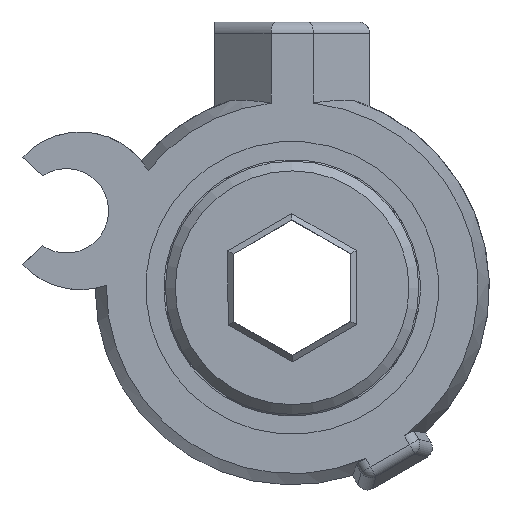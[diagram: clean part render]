
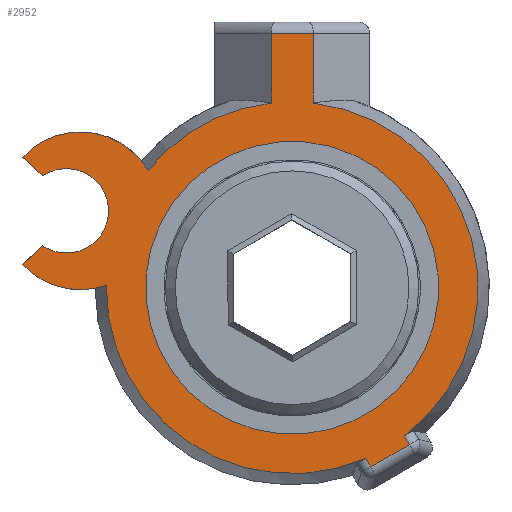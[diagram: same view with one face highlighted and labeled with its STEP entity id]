
A CAD part, front view. The second image highlights one B-rep face of the part: STEP entity #2952.
In plain terms, the highlighted planar face has unit normal (0, -1, 0).
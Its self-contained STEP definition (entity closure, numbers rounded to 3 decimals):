
#41=FACE_BOUND('',#568,.T.);
#260=PLANE('',#3247);
#389=FACE_OUTER_BOUND('',#567,.T.);
#567=EDGE_LOOP('',(#2469,#2470,#2471,#2472,#2473,#2474,#2475,#2476,#2477,
#2478,#2479,#2480,#2481,#2482));
#568=EDGE_LOOP('',(#2483));
#636=CIRCLE('',#3024,2.8);
#639=CIRCLE('',#3028,2.8);
#660=CIRCLE('',#3053,1.5);
#711=CIRCLE('',#3239,6.6);
#712=CIRCLE('',#3242,6.6);
#713=CIRCLE('',#3245,6.6);
#714=CIRCLE('',#3248,5.2);
#772=LINE('',#4286,#979);
#857=LINE('',#4678,#1064);
#906=LINE('',#4910,#1113);
#913=LINE('',#4947,#1120);
#916=LINE('',#4963,#1123);
#928=LINE('',#5020,#1135);
#929=LINE('',#5021,#1136);
#930=LINE('',#5022,#1137);
#979=VECTOR('',#3380,10.);
#1064=VECTOR('',#3665,10.);
#1113=VECTOR('',#3892,10.);
#1120=VECTOR('',#3919,10.);
#1123=VECTOR('',#3924,10.);
#1135=VECTOR('',#3986,10.);
#1136=VECTOR('',#3987,10.);
#1137=VECTOR('',#3988,10.);
#1187=VERTEX_POINT('',#4283);
#1188=VERTEX_POINT('',#4285);
#1190=VERTEX_POINT('',#4291);
#1191=VERTEX_POINT('',#4293);
#1202=VERTEX_POINT('',#4331);
#1232=VERTEX_POINT('',#4402);
#1304=VERTEX_POINT('',#4671);
#1306=VERTEX_POINT('',#4677);
#1358=VERTEX_POINT('',#4877);
#1362=VERTEX_POINT('',#4902);
#1374=VERTEX_POINT('',#4936);
#1375=VERTEX_POINT('',#4950);
#1379=VERTEX_POINT('',#5004);
#1380=VERTEX_POINT('',#5016);
#1381=VERTEX_POINT('',#5023);
#1467=EDGE_CURVE('',#1188,#1187,#772,.T.);
#1471=EDGE_CURVE('',#1190,#1191,#636,.T.);
#1483=EDGE_CURVE('',#1202,#1187,#639,.T.);
#1516=EDGE_CURVE('',#1232,#1188,#660,.T.);
#1629=EDGE_CURVE('',#1306,#1304,#857,.T.);
#1730=EDGE_CURVE('',#1362,#1358,#906,.T.);
#1744=EDGE_CURVE('',#1374,#1362,#913,.T.);
#1748=EDGE_CURVE('',#1358,#1375,#916,.T.);
#1766=EDGE_CURVE('',#1379,#1374,#711,.T.);
#1768=EDGE_CURVE('',#1375,#1202,#712,.T.);
#1769=EDGE_CURVE('',#1191,#1380,#713,.T.);
#1771=EDGE_CURVE('',#1380,#1306,#928,.T.);
#1772=EDGE_CURVE('',#1232,#1190,#929,.T.);
#1773=EDGE_CURVE('',#1304,#1379,#930,.T.);
#1774=EDGE_CURVE('',#1381,#1381,#714,.T.);
#2469=ORIENTED_EDGE('',*,*,#1629,.F.);
#2470=ORIENTED_EDGE('',*,*,#1771,.F.);
#2471=ORIENTED_EDGE('',*,*,#1769,.F.);
#2472=ORIENTED_EDGE('',*,*,#1471,.F.);
#2473=ORIENTED_EDGE('',*,*,#1772,.F.);
#2474=ORIENTED_EDGE('',*,*,#1516,.T.);
#2475=ORIENTED_EDGE('',*,*,#1467,.T.);
#2476=ORIENTED_EDGE('',*,*,#1483,.F.);
#2477=ORIENTED_EDGE('',*,*,#1768,.F.);
#2478=ORIENTED_EDGE('',*,*,#1748,.F.);
#2479=ORIENTED_EDGE('',*,*,#1730,.F.);
#2480=ORIENTED_EDGE('',*,*,#1744,.F.);
#2481=ORIENTED_EDGE('',*,*,#1766,.F.);
#2482=ORIENTED_EDGE('',*,*,#1773,.F.);
#2483=ORIENTED_EDGE('',*,*,#1774,.T.);
#2952=ADVANCED_FACE('',(#389,#41),#260,.F.);
#3024=AXIS2_PLACEMENT_3D('',#4294,#3386,#3387);
#3028=AXIS2_PLACEMENT_3D('',#4336,#3397,#3398);
#3053=AXIS2_PLACEMENT_3D('',#4403,#3459,#3460);
#3239=AXIS2_PLACEMENT_3D('',#5006,#3968,#3969);
#3242=AXIS2_PLACEMENT_3D('',#5013,#3974,#3975);
#3245=AXIS2_PLACEMENT_3D('',#5017,#3980,#3981);
#3247=AXIS2_PLACEMENT_3D('',#5019,#3984,#3985);
#3248=AXIS2_PLACEMENT_3D('',#5024,#3989,#3990);
#3380=DIRECTION('',(-0.731,0.,-0.682));
#3386=DIRECTION('center_axis',(0.,1.,0.));
#3387=DIRECTION('ref_axis',(0.906,0.,-0.423));
#3397=DIRECTION('center_axis',(0.,1.,0.));
#3398=DIRECTION('ref_axis',(0.906,0.,-0.423));
#3459=DIRECTION('center_axis',(0.,1.,0.));
#3460=DIRECTION('ref_axis',(1.,0.,0.));
#3665=DIRECTION('',(1.,0.,0.));
#3892=DIRECTION('',(-0.866,0.,-0.5));
#3919=DIRECTION('',(0.503,0.,-0.864));
#3924=DIRECTION('',(-0.503,0.,0.864));
#3968=DIRECTION('center_axis',(0.,1.,0.));
#3969=DIRECTION('ref_axis',(0.906,0.,-0.423));
#3974=DIRECTION('center_axis',(0.,1.,0.));
#3975=DIRECTION('ref_axis',(-0.906,0.,0.423));
#3980=DIRECTION('center_axis',(0.,1.,0.));
#3981=DIRECTION('ref_axis',(-0.906,0.,0.423));
#3984=DIRECTION('center_axis',(0.,1.,0.));
#3985=DIRECTION('ref_axis',(1.,0.,0.));
#3986=DIRECTION('',(0.,0.,1.));
#3987=DIRECTION('',(-0.731,0.,0.682));
#3988=DIRECTION('',(0.,0.,-1.));
#3989=DIRECTION('center_axis',(0.,1.,0.));
#3990=DIRECTION('ref_axis',(0.906,0.,-0.423));
#4283=CARTESIAN_POINT('',(-9.567,0.,0.822));
#4285=CARTESIAN_POINT('',(-8.855,0.,1.486));
#4286=CARTESIAN_POINT('',(-7.519,0.,2.732));
#4291=CARTESIAN_POINT('',(-9.567,0.,4.641));
#4293=CARTESIAN_POINT('',(-5.116,0.,4.169));
#4294=CARTESIAN_POINT('Origin',(-7.519,0.,2.732));
#4331=CARTESIAN_POINT('',(-6.599,0.,0.087));
#4336=CARTESIAN_POINT('Origin',(-7.519,0.,2.732));
#4402=CARTESIAN_POINT('',(-8.855,0.,3.977));
#4403=CARTESIAN_POINT('Origin',(-8.019,0.,2.732));
#4671=CARTESIAN_POINT('',(0.75,0.,9.037));
#4677=CARTESIAN_POINT('',(-0.75,0.,9.037));
#4678=CARTESIAN_POINT('',(-2.017,0.,9.037));
#4877=CARTESIAN_POINT('',(2.782,0.,-6.369));
#4902=CARTESIAN_POINT('',(4.164,0.,-5.57));
#4910=CARTESIAN_POINT('',(3.405,0.,-6.008));
#4936=CARTESIAN_POINT('',(3.984,0.,-5.262));
#4947=CARTESIAN_POINT('',(0.96,0.,-0.067));
#4950=CARTESIAN_POINT('',(2.604,0.,-6.064));
#4963=CARTESIAN_POINT('',(-0.323,0.,-1.035));
#5004=CARTESIAN_POINT('',(0.75,0.,6.557));
#5006=CARTESIAN_POINT('Origin',(0.,0.,0.));
#5013=CARTESIAN_POINT('Origin',(0.,0.,0.));
#5016=CARTESIAN_POINT('',(-0.75,0.,6.557));
#5017=CARTESIAN_POINT('Origin',(0.,0.,0.));
#5019=CARTESIAN_POINT('Origin',(-1.283,0.,1.055));
#5020=CARTESIAN_POINT('',(-0.75,0.,3.746));
#5021=CARTESIAN_POINT('',(-7.519,0.,2.732));
#5022=CARTESIAN_POINT('',(0.75,0.,5.246));
#5023=CARTESIAN_POINT('',(-4.713,0.,2.198));
#5024=CARTESIAN_POINT('Origin',(0.,0.,0.));
